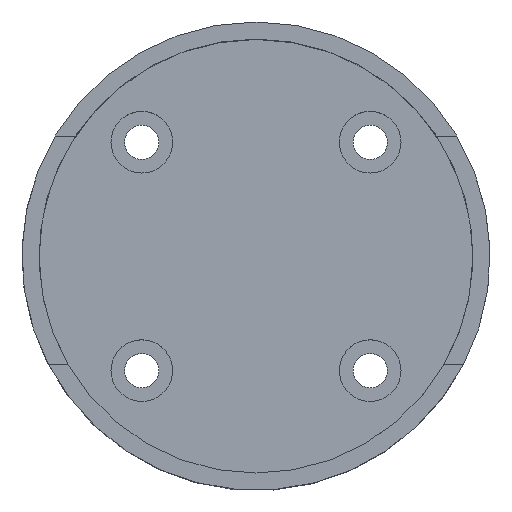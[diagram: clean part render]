
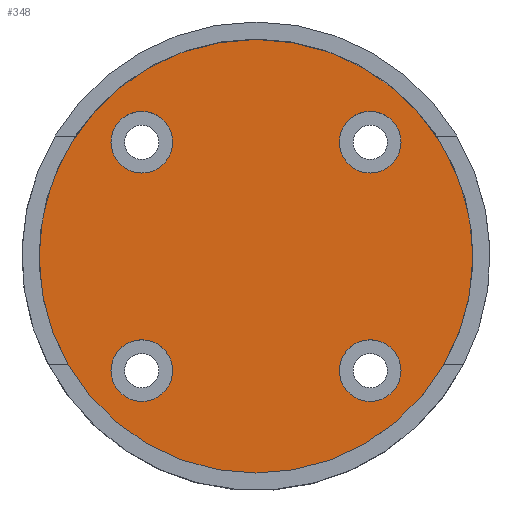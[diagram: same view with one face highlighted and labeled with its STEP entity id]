
A CAD part, top view. The second image highlights one B-rep face of the part: STEP entity #348.
In plain terms, the highlighted planar face has unit normal (0, 0, 1).
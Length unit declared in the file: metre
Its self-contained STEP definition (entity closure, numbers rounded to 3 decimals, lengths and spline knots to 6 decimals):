
#12=PLANE('',#395);
#76=ORIENTED_EDGE('',*,*,#160,.F.);
#77=ORIENTED_EDGE('',*,*,#161,.F.);
#78=ORIENTED_EDGE('',*,*,#162,.F.);
#79=ORIENTED_EDGE('',*,*,#163,.F.);
#80=ORIENTED_EDGE('',*,*,#142,.T.);
#142=EDGE_CURVE('',#184,#184,#218,.T.);
#160=EDGE_CURVE('',#202,#202,#228,.T.);
#161=EDGE_CURVE('',#203,#203,#229,.T.);
#162=EDGE_CURVE('',#204,#204,#230,.T.);
#163=EDGE_CURVE('',#205,#205,#231,.T.);
#184=VERTEX_POINT('',#554);
#202=VERTEX_POINT('',#592);
#203=VERTEX_POINT('',#594);
#204=VERTEX_POINT('',#596);
#205=VERTEX_POINT('',#598);
#218=CIRCLE('',#384,0.019);
#228=CIRCLE('',#396,0.0027);
#229=CIRCLE('',#397,0.0027);
#230=CIRCLE('',#398,0.0027);
#231=CIRCLE('',#399,0.0027);
#248=EDGE_LOOP('',(#76));
#249=EDGE_LOOP('',(#77));
#250=EDGE_LOOP('',(#78));
#251=EDGE_LOOP('',(#79));
#252=EDGE_LOOP('',(#80));
#294=FACE_BOUND('',#248,.T.);
#295=FACE_BOUND('',#249,.T.);
#296=FACE_BOUND('',#250,.T.);
#297=FACE_BOUND('',#251,.T.);
#298=FACE_BOUND('',#252,.T.);
#348=ADVANCED_FACE('',(#294,#295,#296,#297,#298),#12,.T.);
#384=AXIS2_PLACEMENT_3D('',#553,#437,#438);
#395=AXIS2_PLACEMENT_3D('',#590,#467,#468);
#396=AXIS2_PLACEMENT_3D('',#591,#469,#470);
#397=AXIS2_PLACEMENT_3D('',#593,#471,#472);
#398=AXIS2_PLACEMENT_3D('',#595,#473,#474);
#399=AXIS2_PLACEMENT_3D('',#597,#475,#476);
#437=DIRECTION('',(0.,0.,1.));
#438=DIRECTION('',(0.,1.,0.));
#467=DIRECTION('',(0.,0.,1.));
#468=DIRECTION('',(0.,1.,0.));
#469=DIRECTION('',(0.,0.,1.));
#470=DIRECTION('',(0.,1.,0.));
#471=DIRECTION('',(0.,0.,1.));
#472=DIRECTION('',(0.,1.,0.));
#473=DIRECTION('',(0.,0.,1.));
#474=DIRECTION('',(0.,1.,0.));
#475=DIRECTION('',(0.,0.,1.));
#476=DIRECTION('',(0.,1.,0.));
#553=CARTESIAN_POINT('',(0.,0.,0.002));
#554=CARTESIAN_POINT('',(0.,0.019,0.002));
#590=CARTESIAN_POINT('',(0.,0.,0.002));
#591=CARTESIAN_POINT('',(0.01,-0.01,0.002));
#592=CARTESIAN_POINT('',(0.01,-0.0073,0.002));
#593=CARTESIAN_POINT('',(0.01,0.01,0.002));
#594=CARTESIAN_POINT('',(0.01,0.0127,0.002));
#595=CARTESIAN_POINT('',(-0.01,0.01,0.002));
#596=CARTESIAN_POINT('',(-0.01,0.0127,0.002));
#597=CARTESIAN_POINT('',(-0.01,-0.01,0.002));
#598=CARTESIAN_POINT('',(-0.01,-0.0073,0.002));
